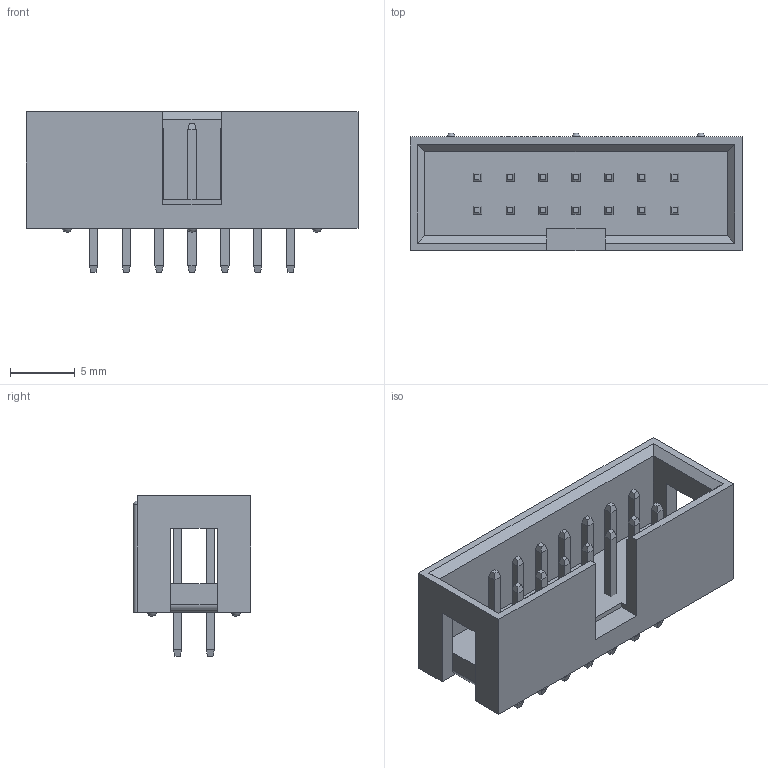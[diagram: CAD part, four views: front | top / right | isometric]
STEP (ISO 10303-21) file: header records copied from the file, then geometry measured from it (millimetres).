
FILE_DESCRIPTION(('STEP AP214'), '1');
FILE_NAME('DS1013-10SSiB', '2016-04-20T21:23:41', ('Nobody'), (''), 'ASCON STEP Converter 1.3', 'ASCON Math Kernel', '');
FILE_SCHEMA(('AUTOMOTIVE_DESIGN { 1 0 10303 214 3 1 1}'));
Length unit declared in the file: millimetre
Bounding box: 25.68 x 9.1 x 12.4 mm (x, y, z)
Volume: 937.5 mm3; surface area: 1870.2 mm2
Topology: 15 solids, 15 shells, 371 faces, 805 edges, 477 vertices
Faces by surface type: plane 357, torus 6, cylinder 5, sphere 3
Entity records: 12734 total; most frequent: CARTESIAN_POINT 1645, ORIENTED_EDGE 1592, DIRECTION 1568, EDGE_CURVE 796, LINE 768, VECTOR 768, VERTEX_POINT 477, AXIS2_PLACEMENT_3D 400
